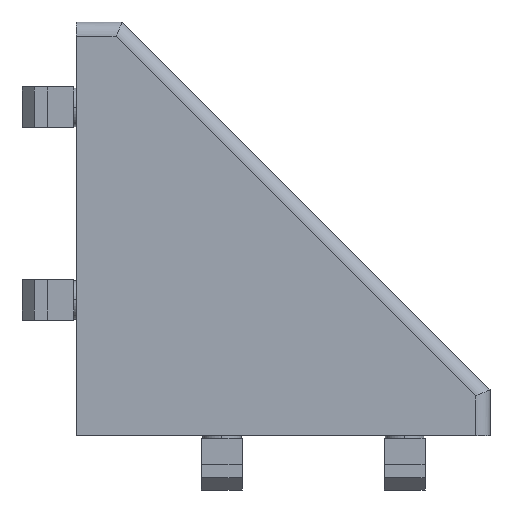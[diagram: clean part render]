
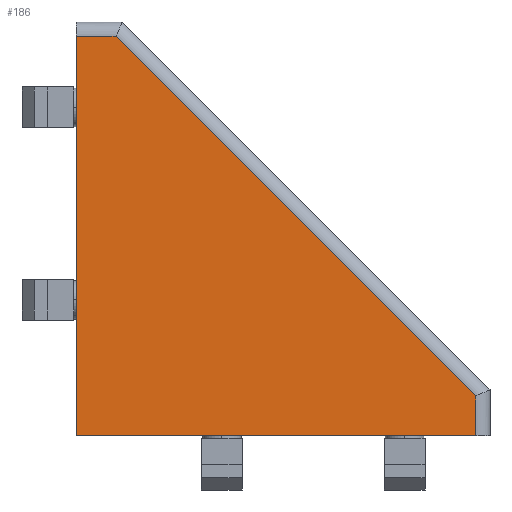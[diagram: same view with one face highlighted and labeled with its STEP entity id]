
A CAD part, left-side view. The second image highlights one B-rep face of the part: STEP entity #186.
In plain terms, the highlighted planar face has unit normal (-1, 0, 0).
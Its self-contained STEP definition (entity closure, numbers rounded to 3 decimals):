
#186=ADVANCED_FACE('1268',(#526),#527,.F.);
#526=FACE_OUTER_BOUND('',#1037,.T.);
#527=PLANE('',#1038);
#1037=EDGE_LOOP('',(#1542,#1543,#1544,#1545,#1546));
#1038=AXIS2_PLACEMENT_3D('',#1547,#1548,#1549);
#1542=ORIENTED_EDGE('',*,*,#3033,.F.);
#1543=ORIENTED_EDGE('',*,*,#3034,.F.);
#1544=ORIENTED_EDGE('',*,*,#3035,.T.);
#1545=ORIENTED_EDGE('',*,*,#3036,.T.);
#1546=ORIENTED_EDGE('',*,*,#3037,.T.);
#1547=CARTESIAN_POINT('',(-21.5,0.0,0.0));
#1548=DIRECTION('',(1.0,0.0,-0.0));
#1549=DIRECTION('',(0.0,0.0,1.0));
#3033=EDGE_CURVE('1362',#3618,#3619,#3620,.T.);
#3034=EDGE_CURVE('1361',#3621,#3618,#3622,.T.);
#3035=EDGE_CURVE('1358',#3621,#3623,#3624,.T.);
#3036=EDGE_CURVE('1356',#3623,#3625,#3626,.T.);
#3037=EDGE_CURVE('1353',#3625,#3619,#3627,.T.);
#3618=VERTEX_POINT('',#4473);
#3619=VERTEX_POINT('',#4474);
#3620=LINE('',#4475,#4476);
#3621=VERTEX_POINT('',#4477);
#3622=LINE('',#4478,#4479);
#3623=VERTEX_POINT('',#4480);
#3624=LINE('',#4481,#4482);
#3625=VERTEX_POINT('',#4483);
#3626=LINE('',#4484,#4485);
#3627=LINE('',#4486,#4487);
#4473=CARTESIAN_POINT('',(-21.5,0.0,0.0));
#4474=CARTESIAN_POINT('',(-21.5,0.0,83.0));
#4475=CARTESIAN_POINT('',(-21.5,0.0,0.0));
#4476=VECTOR('',#5868,83.0);
#4477=CARTESIAN_POINT('',(-21.5,-83.0,0.0));
#4478=CARTESIAN_POINT('',(-21.5,-83.0,0.0));
#4479=VECTOR('',#5869,83.0);
#4480=CARTESIAN_POINT('',(-21.5,-83.0,8.257));
#4481=CARTESIAN_POINT('',(-21.5,-83.0,0.0));
#4482=VECTOR('',#5870,8.257);
#4483=CARTESIAN_POINT('',(-21.5,-8.257,83.0));
#4484=CARTESIAN_POINT('',(-21.5,-83.0,8.257));
#4485=VECTOR('',#5871,105.702);
#4486=CARTESIAN_POINT('',(-21.5,-8.257,83.0));
#4487=VECTOR('',#5872,8.257);
#5868=DIRECTION('',(0.0,0.0,1.0));
#5869=DIRECTION('',(0.0,1.0,0.0));
#5870=DIRECTION('',(0.0,0.0,1.0));
#5871=DIRECTION('',(0.0,0.707,0.707));
#5872=DIRECTION('',(0.0,1.0,0.0));
